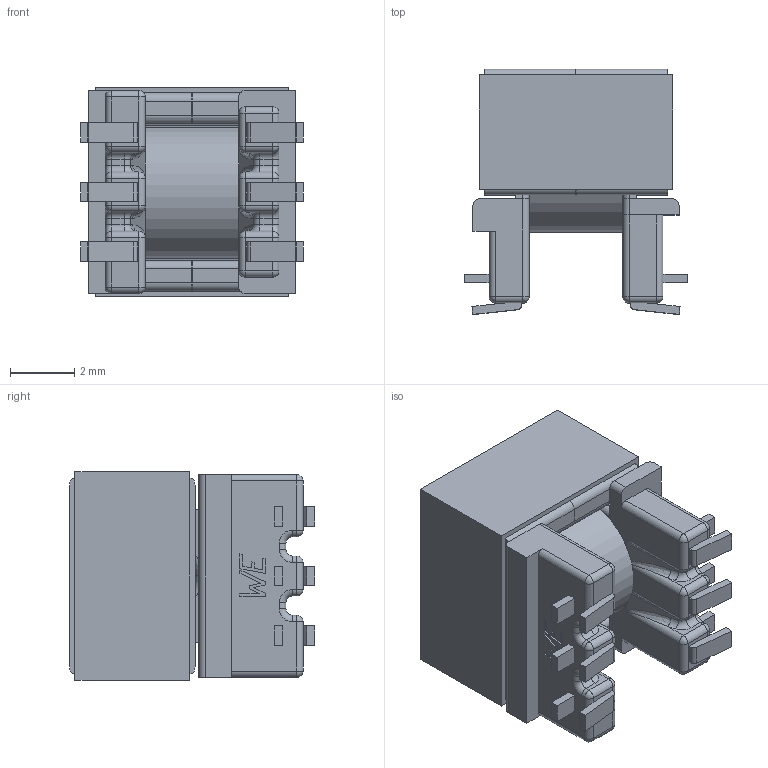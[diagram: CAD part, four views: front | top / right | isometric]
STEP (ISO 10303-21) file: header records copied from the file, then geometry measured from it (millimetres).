
FILE_DESCRIPTION (( 'STEP AP214' ), '1' );
FILE_NAME ('EP5_6279_cut-terminals.STEP', '2021-08-09T16:20:17', ( '' ), ( '' ), 'SwSTEP 2.0', 'SolidWorks 2017', '' );
FILE_SCHEMA (( 'AUTOMOTIVE_DESIGN' ));
Length unit declared in the file: millimetre
Products named in the file (5): 440-9985-1219; 150-1219_6B; EP5-6279; EP5_6279_cut-terminals; 070-6279_6C
Assembly tree (5 placements, depth 2):
  EP5_6279_cut-terminals
    070-6279_6C
    EP5-6279
    150-1219_6B  x2
    440-9985-1219
Bounding box: 6.92 x 7.61 x 6.47 mm (x, y, z)
Volume: 207.5 mm3; surface area: 728.7 mm2
Topology: 5 solids, 5 shells, 341 faces, 851 edges, 510 vertices
Faces by surface type: plane 169, cylinder 114, torus 26, sphere 24, bspline 8
Entity records: 10584 total; most frequent: CARTESIAN_POINT 1922, DIRECTION 1626, ORIENTED_EDGE 1556, EDGE_CURVE 778, AXIS2_PLACEMENT_3D 558, LINE 510, VECTOR 510, VERTEX_POINT 478
